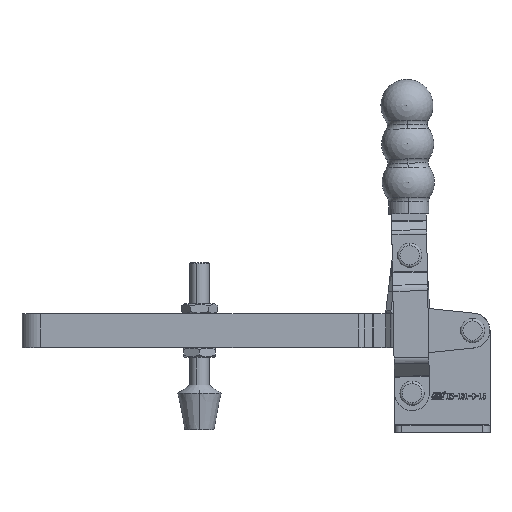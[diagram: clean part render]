
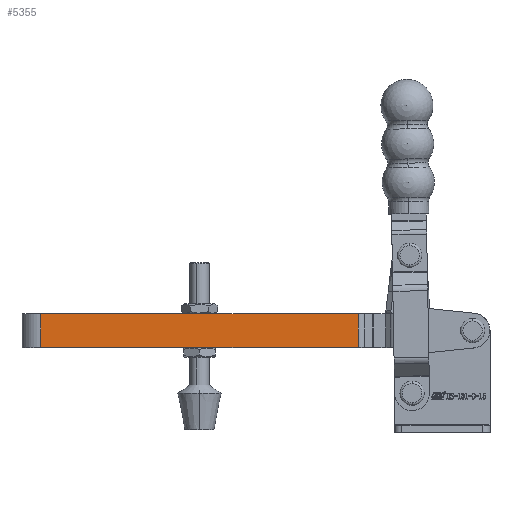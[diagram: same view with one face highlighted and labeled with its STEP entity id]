
A CAD part, top view. The second image highlights one B-rep face of the part: STEP entity #5355.
In plain terms, the highlighted face is planar.
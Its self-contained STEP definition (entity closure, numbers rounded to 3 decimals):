
#433 = FACE_OUTER_BOUND ( 'NONE', #6377, .T. ) ;
#4254 = CARTESIAN_POINT ( 'NONE',  ( 0., 7.7, 3. ) ) ;
#4767 = CARTESIAN_POINT ( 'NONE',  ( 0., 7.7, 17. ) ) ;
#5355 = ADVANCED_FACE ( 'NONE', ( #433 ), #15720, .F. ) ;
#6377 = EDGE_LOOP ( 'NONE', ( #12199, #12186, #12207, #12240 ) ) ;
#6561 = VERTEX_POINT ( 'NONE', #24118 ) ;
#6775 = VERTEX_POINT ( 'NONE', #24436 ) ;
#8227 = AXIS2_PLACEMENT_3D ( 'NONE', #15715, #15723, #15724 ) ;
#11000 = VERTEX_POINT ( 'NONE', #4254 ) ;
#11513 = VERTEX_POINT ( 'NONE', #4767 ) ;
#12186 = ORIENTED_EDGE ( 'NONE', *, *, #14270, .F. ) ;
#12199 = ORIENTED_EDGE ( 'NONE', *, *, #14117, .F. ) ;
#12207 = ORIENTED_EDGE ( 'NONE', *, *, #14181, .T. ) ;
#12240 = ORIENTED_EDGE ( 'NONE', *, *, #14269, .T. ) ;
#14117 = EDGE_CURVE ( 'NONE', #11000, #6561, #20216, .T. ) ;
#14181 = EDGE_CURVE ( 'NONE', #11513, #6775, #20322, .T. ) ;
#14269 = EDGE_CURVE ( 'NONE', #6775, #6561, #20486, .T. ) ;
#14270 = EDGE_CURVE ( 'NONE', #11513, #11000, #20491, .T. ) ;
#15715 = CARTESIAN_POINT ( 'NONE',  ( 0., 7.7, 20. ) ) ;
#15720 = PLANE ( 'NONE',  #8227 ) ;
#15723 = DIRECTION ( 'NONE',  ( 0., -1., 0. ) ) ;
#15724 = DIRECTION ( 'NONE',  ( 0., 0., -1. ) ) ;
#20216 = LINE ( 'NONE', #25078, #20219 ) ;
#20219 = VECTOR ( 'NONE', #25079, 1000. ) ;
#20322 = LINE ( 'NONE', #25233, #20325 ) ;
#20325 = VECTOR ( 'NONE', #25235, 1000. ) ;
#20486 = LINE ( 'NONE', #25442, #20492 ) ;
#20491 = LINE ( 'NONE', #25444, #20496 ) ;
#20492 = VECTOR ( 'NONE', #25443, 1000. ) ;
#20496 = VECTOR ( 'NONE', #25445, 1000. ) ;
#24118 = CARTESIAN_POINT ( 'NONE',  ( 131.251, 7.7, 3. ) ) ;
#24436 = CARTESIAN_POINT ( 'NONE',  ( 131.251, 7.7, 17. ) ) ;
#25078 = CARTESIAN_POINT ( 'NONE',  ( 0., 7.7, 3. ) ) ;
#25079 = DIRECTION ( 'NONE',  ( 1., 0., 0. ) ) ;
#25233 = CARTESIAN_POINT ( 'NONE',  ( 0., 7.7, 17. ) ) ;
#25235 = DIRECTION ( 'NONE',  ( 1., 0., 0. ) ) ;
#25442 = CARTESIAN_POINT ( 'NONE',  ( 131.251, 7.7, 20. ) ) ;
#25443 = DIRECTION ( 'NONE',  ( 0., 0., -1. ) ) ;
#25444 = CARTESIAN_POINT ( 'NONE',  ( 0., 7.7, 20. ) ) ;
#25445 = DIRECTION ( 'NONE',  ( 0., 0., -1. ) ) ;
